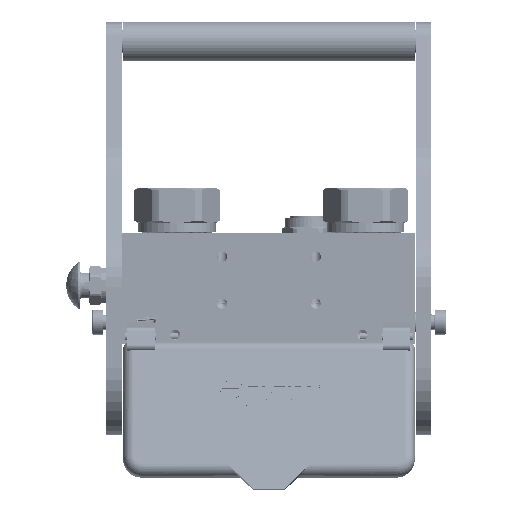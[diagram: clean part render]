
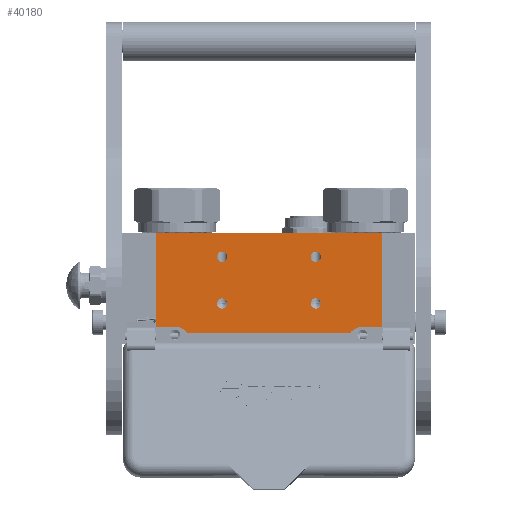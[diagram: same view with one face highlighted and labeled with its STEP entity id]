
A CAD part, left-side view. The second image highlights one B-rep face of the part: STEP entity #40180.
In plain terms, the highlighted face is planar.
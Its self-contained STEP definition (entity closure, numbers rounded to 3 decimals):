
#415 = AXIS2_PLACEMENT_3D ( 'NONE', #20424, #30963, #117977 ) ;
#504 = EDGE_LOOP ( 'NONE', ( #127958, #54855 ) ) ;
#822 = DIRECTION ( 'NONE',  ( 0., -1., 0. ) ) ;
#1574 = CARTESIAN_POINT ( 'NONE',  ( 64., 18.3, -108. ) ) ;
#2140 = ORIENTED_EDGE ( 'NONE', *, *, #13848, .F. ) ;
#2540 = CARTESIAN_POINT ( 'NONE',  ( 21.3, 0., -108. ) ) ;
#2952 = CARTESIAN_POINT ( 'NONE',  ( 145.854, 64.2, -108. ) ) ;
#3126 = AXIS2_PLACEMENT_3D ( 'NONE', #103423, #38376, #49371 ) ;
#4712 = VERTEX_POINT ( 'NONE', #68326 ) ;
#10310 = ORIENTED_EDGE ( 'NONE', *, *, #102156, .F. ) ;
#11103 = EDGE_CURVE ( 'NONE', #108778, #87944, #121511, .T. ) ;
#11949 = ORIENTED_EDGE ( 'NONE', *, *, #82456, .F. ) ;
#13848 = EDGE_CURVE ( 'NONE', #132330, #16260, #120723, .T. ) ;
#15272 = CARTESIAN_POINT ( 'NONE',  ( 64., 11.7, -108. ) ) ;
#15705 = DIRECTION ( 'NONE',  ( -1., 0., 0. ) ) ;
#16260 = VERTEX_POINT ( 'NONE', #126542 ) ;
#16705 = CIRCLE ( 'NONE', #3126, 3.3 ) ;
#16927 = DIRECTION ( 'NONE',  ( 0., 0., -1. ) ) ;
#17203 = ORIENTED_EDGE ( 'NONE', *, *, #71568, .F. ) ;
#20304 = AXIS2_PLACEMENT_3D ( 'NONE', #99956, #131969, #22960 ) ;
#20327 = EDGE_CURVE ( 'NONE', #42769, #114872, #128548, .T. ) ;
#20424 = CARTESIAN_POINT ( 'NONE',  ( 64., 15., -108. ) ) ;
#21803 = LINE ( 'NONE', #92937, #131274 ) ;
#22960 = DIRECTION ( 'NONE',  ( 0., 1., 0. ) ) ;
#23012 = FACE_BOUND ( 'NONE', #45463, .T. ) ;
#29656 = EDGE_CURVE ( 'NONE', #75302, #70298, #132861, .T. ) ;
#30432 = EDGE_LOOP ( 'NONE', ( #11949, #134516 ) ) ;
#30963 = DIRECTION ( 'NONE',  ( 0., 0., -1. ) ) ;
#31813 = EDGE_CURVE ( 'NONE', #52256, #94963, #130525, .T. ) ;
#31880 = DIRECTION ( 'NONE',  ( 0., 0., -1. ) ) ;
#32277 = DIRECTION ( 'NONE',  ( 0., 0., -1. ) ) ;
#32484 = EDGE_CURVE ( 'NONE', #130330, #4712, #77294, .T. ) ;
#35701 = ORIENTED_EDGE ( 'NONE', *, *, #70246, .T. ) ;
#38376 = DIRECTION ( 'NONE',  ( 0., 0., -1. ) ) ;
#38770 = DIRECTION ( 'NONE',  ( -1., 0., 0. ) ) ;
#39775 = AXIS2_PLACEMENT_3D ( 'NONE', #66229, #55704, #88703 ) ;
#40180 = ADVANCED_FACE ( 'NONE', ( #77747, #96604, #57188, #23012, #106896 ), #83626, .T. ) ;
#40258 = LINE ( 'NONE', #91728, #65931 ) ;
#40572 = AXIS2_PLACEMENT_3D ( 'NONE', #96365, #32277, #43263 ) ;
#42119 = ORIENTED_EDGE ( 'NONE', *, *, #134559, .T. ) ;
#42769 = VERTEX_POINT ( 'NONE', #103029 ) ;
#43263 = DIRECTION ( 'NONE',  ( 0., 1., 0. ) ) ;
#44259 = ORIENTED_EDGE ( 'NONE', *, *, #11103, .F. ) ;
#45463 = EDGE_LOOP ( 'NONE', ( #103064, #89654 ) ) ;
#45755 = DIRECTION ( 'NONE',  ( -1., 0., 0. ) ) ;
#46897 = CARTESIAN_POINT ( 'NONE',  ( 64., 48.3, -108. ) ) ;
#46994 = CARTESIAN_POINT ( 'NONE',  ( 166.7, 0., -108. ) ) ;
#47693 = DIRECTION ( 'NONE',  ( 0., 1., 0. ) ) ;
#49370 = CIRCLE ( 'NONE', #133164, 3.3 ) ;
#49371 = DIRECTION ( 'NONE',  ( 0., -1., 0. ) ) ;
#49780 = VERTEX_POINT ( 'NONE', #1574 ) ;
#50389 = CARTESIAN_POINT ( 'NONE',  ( 124., 45., -108. ) ) ;
#51115 = DIRECTION ( 'NONE',  ( -1., 0., 0. ) ) ;
#52057 = AXIS2_PLACEMENT_3D ( 'NONE', #136213, #102317, #91806 ) ;
#52256 = VERTEX_POINT ( 'NONE', #122352 ) ;
#52838 = CARTESIAN_POINT ( 'NONE',  ( 154., 60., -108. ) ) ;
#54855 = ORIENTED_EDGE ( 'NONE', *, *, #135367, .F. ) ;
#55484 = CARTESIAN_POINT ( 'NONE',  ( 124., 48.3, -108. ) ) ;
#55704 = DIRECTION ( 'NONE',  ( 0., 0., -1. ) ) ;
#56411 = EDGE_CURVE ( 'NONE', #16260, #108778, #129680, .T. ) ;
#57188 = FACE_BOUND ( 'NONE', #115084, .T. ) ;
#59171 = CARTESIAN_POINT ( 'NONE',  ( 166.7, 0., -108. ) ) ;
#64934 = CIRCLE ( 'NONE', #415, 3.3 ) ;
#65528 = VECTOR ( 'NONE', #96690, 1000. ) ;
#65931 = VECTOR ( 'NONE', #38770, 1000. ) ;
#66229 = CARTESIAN_POINT ( 'NONE',  ( 124., 45., -108. ) ) ;
#66648 = ORIENTED_EDGE ( 'NONE', *, *, #120900, .F. ) ;
#66753 = VERTEX_POINT ( 'NONE', #115778 ) ;
#67195 = DIRECTION ( 'NONE',  ( 0., 0., -1. ) ) ;
#68326 = CARTESIAN_POINT ( 'NONE',  ( 124., 41.7, -108. ) ) ;
#69280 = CIRCLE ( 'NONE', #103646, 10. ) ;
#70246 = EDGE_CURVE ( 'NONE', #94963, #85362, #21803, .T. ) ;
#70298 = VERTEX_POINT ( 'NONE', #102994 ) ;
#70782 = VECTOR ( 'NONE', #15705, 1000. ) ;
#71568 = EDGE_CURVE ( 'NONE', #66753, #85362, #69280, .T. ) ;
#74945 = CARTESIAN_POINT ( 'NONE',  ( 64., 15., -108. ) ) ;
#75302 = VERTEX_POINT ( 'NONE', #46897 ) ;
#77294 = CIRCLE ( 'NONE', #39775, 3.3 ) ;
#77747 = FACE_BOUND ( 'NONE', #30432, .T. ) ;
#78188 = CARTESIAN_POINT ( 'NONE',  ( 124., 15., -108. ) ) ;
#82456 = EDGE_CURVE ( 'NONE', #4712, #130330, #49370, .T. ) ;
#83475 = CARTESIAN_POINT ( 'NONE',  ( 34., 70., -108. ) ) ;
#83626 = PLANE ( 'NONE',  #97448 ) ;
#85362 = VERTEX_POINT ( 'NONE', #106419 ) ;
#87944 = VERTEX_POINT ( 'NONE', #2952 ) ;
#88703 = DIRECTION ( 'NONE',  ( 0., 1., 0. ) ) ;
#89386 = ORIENTED_EDGE ( 'NONE', *, *, #31813, .T. ) ;
#89654 = ORIENTED_EDGE ( 'NONE', *, *, #136993, .F. ) ;
#91638 = VECTOR ( 'NONE', #47693, 1000. ) ;
#91728 = CARTESIAN_POINT ( 'NONE',  ( 145.854, 64.2, -108. ) ) ;
#91806 = DIRECTION ( 'NONE',  ( 0., -1., 0. ) ) ;
#92937 = CARTESIAN_POINT ( 'NONE',  ( 21.3, 60., -108. ) ) ;
#94374 = DIRECTION ( 'NONE',  ( 0., -1., 0. ) ) ;
#94963 = VERTEX_POINT ( 'NONE', #140785 ) ;
#96252 = ORIENTED_EDGE ( 'NONE', *, *, #29656, .F. ) ;
#96365 = CARTESIAN_POINT ( 'NONE',  ( 124., 15., -108. ) ) ;
#96604 = FACE_BOUND ( 'NONE', #504, .T. ) ;
#96690 = DIRECTION ( 'NONE',  ( 0., 1., 0. ) ) ;
#97448 = AXIS2_PLACEMENT_3D ( 'NONE', #106130, #105664, #51115 ) ;
#99956 = CARTESIAN_POINT ( 'NONE',  ( 64., 45., -108. ) ) ;
#100602 = VECTOR ( 'NONE', #45755, 1000. ) ;
#102156 = EDGE_CURVE ( 'NONE', #70298, #75302, #16705, .T. ) ;
#102269 = CARTESIAN_POINT ( 'NONE',  ( 166.7, 0., -108. ) ) ;
#102317 = DIRECTION ( 'NONE',  ( 0., 0., -1. ) ) ;
#102994 = CARTESIAN_POINT ( 'NONE',  ( 64., 41.7, -108. ) ) ;
#103029 = CARTESIAN_POINT ( 'NONE',  ( 124., 11.7, -108. ) ) ;
#103064 = ORIENTED_EDGE ( 'NONE', *, *, #109703, .F. ) ;
#103423 = CARTESIAN_POINT ( 'NONE',  ( 64., 45., -108. ) ) ;
#103646 = AXIS2_PLACEMENT_3D ( 'NONE', #83475, #115045, #137511 ) ;
#105664 = DIRECTION ( 'NONE',  ( 0., 0., -1. ) ) ;
#106130 = CARTESIAN_POINT ( 'NONE',  ( 166.7, 0., -108. ) ) ;
#106419 = CARTESIAN_POINT ( 'NONE',  ( 34., 60., -108. ) ) ;
#106896 = FACE_OUTER_BOUND ( 'NONE', #112454, .T. ) ;
#107932 = DIRECTION ( 'NONE',  ( 0., -1., 0. ) ) ;
#108778 = VERTEX_POINT ( 'NONE', #52838 ) ;
#109703 = EDGE_CURVE ( 'NONE', #123798, #49780, #140249, .T. ) ;
#112454 = EDGE_LOOP ( 'NONE', ( #2140, #42119, #89386, #35701, #17203, #66648, #44259, #135189 ) ) ;
#112645 = CARTESIAN_POINT ( 'NONE',  ( 124., 18.3, -108. ) ) ;
#114872 = VERTEX_POINT ( 'NONE', #112645 ) ;
#115045 = DIRECTION ( 'NONE',  ( 0., 0., -1. ) ) ;
#115084 = EDGE_LOOP ( 'NONE', ( #10310, #96252 ) ) ;
#115384 = DIRECTION ( 'NONE',  ( 1., 0., 0. ) ) ;
#115778 = CARTESIAN_POINT ( 'NONE',  ( 42.146, 64.2, -108. ) ) ;
#116860 = LINE ( 'NONE', #102269, #70782 ) ;
#117977 = DIRECTION ( 'NONE',  ( 0., 1., 0. ) ) ;
#120251 = AXIS2_PLACEMENT_3D ( 'NONE', #78188, #67195, #822 ) ;
#120723 = LINE ( 'NONE', #59171, #91638 ) ;
#120900 = EDGE_CURVE ( 'NONE', #87944, #66753, #40258, .T. ) ;
#121511 = CIRCLE ( 'NONE', #52057, 10. ) ;
#122352 = CARTESIAN_POINT ( 'NONE',  ( 21.3, 0., -108. ) ) ;
#122733 = CARTESIAN_POINT ( 'NONE',  ( 166.7, 60., -108. ) ) ;
#123798 = VERTEX_POINT ( 'NONE', #15272 ) ;
#124755 = AXIS2_PLACEMENT_3D ( 'NONE', #74945, #31880, #107932 ) ;
#126542 = CARTESIAN_POINT ( 'NONE',  ( 166.7, 60., -108. ) ) ;
#127958 = ORIENTED_EDGE ( 'NONE', *, *, #20327, .F. ) ;
#128548 = CIRCLE ( 'NONE', #120251, 3.3 ) ;
#128681 = CIRCLE ( 'NONE', #40572, 3.3 ) ;
#129680 = LINE ( 'NONE', #122733, #100602 ) ;
#130330 = VERTEX_POINT ( 'NONE', #55484 ) ;
#130525 = LINE ( 'NONE', #2540, #65528 ) ;
#131274 = VECTOR ( 'NONE', #115384, 1000. ) ;
#131969 = DIRECTION ( 'NONE',  ( 0., 0., -1. ) ) ;
#132330 = VERTEX_POINT ( 'NONE', #46994 ) ;
#132861 = CIRCLE ( 'NONE', #20304, 3.3 ) ;
#133164 = AXIS2_PLACEMENT_3D ( 'NONE', #50389, #16927, #94374 ) ;
#134516 = ORIENTED_EDGE ( 'NONE', *, *, #32484, .F. ) ;
#134559 = EDGE_CURVE ( 'NONE', #132330, #52256, #116860, .T. ) ;
#135189 = ORIENTED_EDGE ( 'NONE', *, *, #56411, .F. ) ;
#135367 = EDGE_CURVE ( 'NONE', #114872, #42769, #128681, .T. ) ;
#136213 = CARTESIAN_POINT ( 'NONE',  ( 154., 70., -108. ) ) ;
#136993 = EDGE_CURVE ( 'NONE', #49780, #123798, #64934, .T. ) ;
#137511 = DIRECTION ( 'NONE',  ( 0.815, -0.58, 0. ) ) ;
#140249 = CIRCLE ( 'NONE', #124755, 3.3 ) ;
#140785 = CARTESIAN_POINT ( 'NONE',  ( 21.3, 60., -108. ) ) ;
